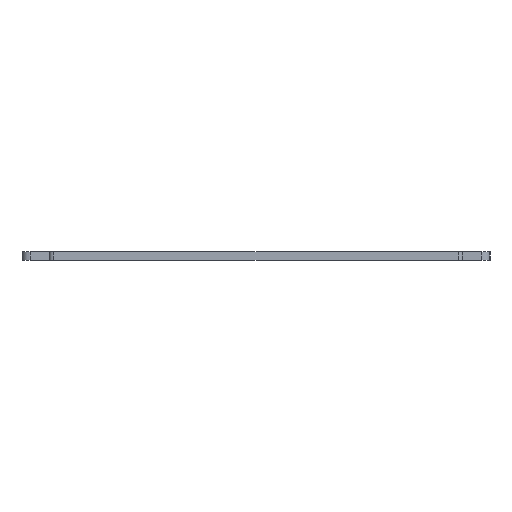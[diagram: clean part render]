
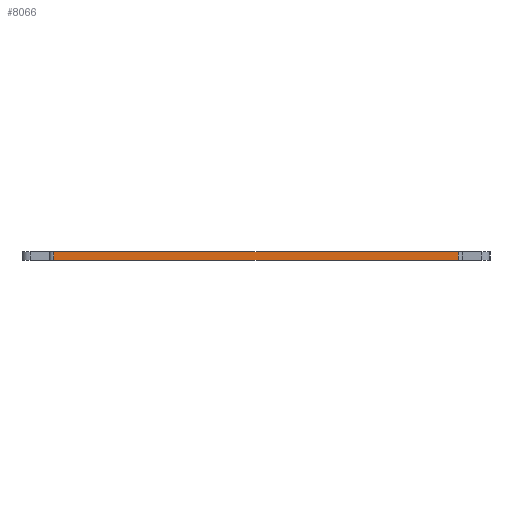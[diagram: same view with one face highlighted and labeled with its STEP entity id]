
A CAD part, left-side view. The second image highlights one B-rep face of the part: STEP entity #8066.
In plain terms, the highlighted planar face has unit normal (-1, 0, 0).
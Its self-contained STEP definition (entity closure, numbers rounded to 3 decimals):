
#270 = LINE ( 'NONE', #7215, #316 ) ;
#316 = VECTOR ( 'NONE', #2879, 1000. ) ;
#496 = VERTEX_POINT ( 'NONE', #673 ) ;
#648 = AXIS2_PLACEMENT_3D ( 'NONE', #4162, #4865, #1131 ) ;
#673 = CARTESIAN_POINT ( 'NONE',  ( 0., 0.85, 1.5 ) ) ;
#684 = VERTEX_POINT ( 'NONE', #1111 ) ;
#827 = CARTESIAN_POINT ( 'NONE',  ( 0., 75.35, 1.5 ) ) ;
#1020 = ORIENTED_EDGE ( 'NONE', *, *, #7530, .T. ) ;
#1111 = CARTESIAN_POINT ( 'NONE',  ( 0., 75.35, 0. ) ) ;
#1131 = DIRECTION ( 'NONE',  ( 0., 1., 0. ) ) ;
#1626 = CARTESIAN_POINT ( 'NONE',  ( 0., 0.85, 0. ) ) ;
#1706 = PLANE ( 'NONE',  #648 ) ;
#1748 = VERTEX_POINT ( 'NONE', #1626 ) ;
#1794 = DIRECTION ( 'NONE',  ( 0., 0., -1. ) ) ;
#1961 = EDGE_CURVE ( 'NONE', #4675, #496, #270, .T. ) ;
#2879 = DIRECTION ( 'NONE',  ( 0., -1., 0. ) ) ;
#2947 = VECTOR ( 'NONE', #1794, 1000. ) ;
#3222 = VECTOR ( 'NONE', #7134, 1000. ) ;
#3319 = DIRECTION ( 'NONE',  ( 0., 0., -1. ) ) ;
#3401 = EDGE_LOOP ( 'NONE', ( #7295, #6153, #5537, #1020 ) ) ;
#3565 = LINE ( 'NONE', #4721, #3222 ) ;
#3634 = CARTESIAN_POINT ( 'NONE',  ( 0., 0.85, 1.5 ) ) ;
#4162 = CARTESIAN_POINT ( 'NONE',  ( 0., 75.35, 1.5 ) ) ;
#4543 = EDGE_CURVE ( 'NONE', #684, #1748, #3565, .T. ) ;
#4675 = VERTEX_POINT ( 'NONE', #7458 ) ;
#4721 = CARTESIAN_POINT ( 'NONE',  ( 0., 75.35, 0. ) ) ;
#4865 = DIRECTION ( 'NONE',  ( 1., 0., 0. ) ) ;
#5057 = EDGE_CURVE ( 'NONE', #496, #1748, #7949, .T. ) ;
#5537 = ORIENTED_EDGE ( 'NONE', *, *, #1961, .F. ) ;
#6101 = FACE_OUTER_BOUND ( 'NONE', #3401, .T. ) ;
#6140 = VECTOR ( 'NONE', #3319, 1000. ) ;
#6153 = ORIENTED_EDGE ( 'NONE', *, *, #5057, .F. ) ;
#7087 = LINE ( 'NONE', #827, #6140 ) ;
#7134 = DIRECTION ( 'NONE',  ( 0., -1., 0. ) ) ;
#7215 = CARTESIAN_POINT ( 'NONE',  ( 0., 75.35, 1.5 ) ) ;
#7295 = ORIENTED_EDGE ( 'NONE', *, *, #4543, .T. ) ;
#7458 = CARTESIAN_POINT ( 'NONE',  ( 0., 75.35, 1.5 ) ) ;
#7530 = EDGE_CURVE ( 'NONE', #4675, #684, #7087, .T. ) ;
#7949 = LINE ( 'NONE', #3634, #2947 ) ;
#8066 = ADVANCED_FACE ( 'NONE', ( #6101 ), #1706, .F. ) ;
